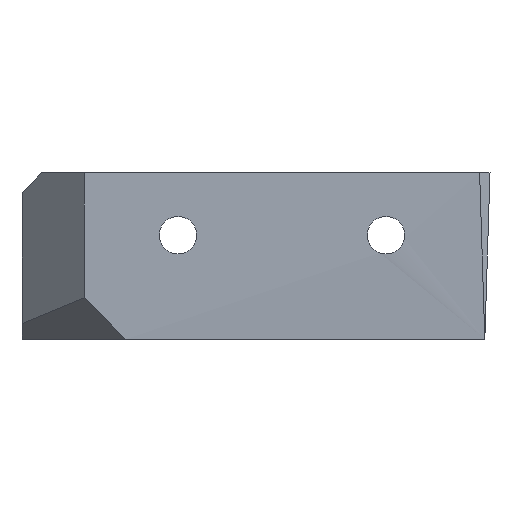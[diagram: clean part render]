
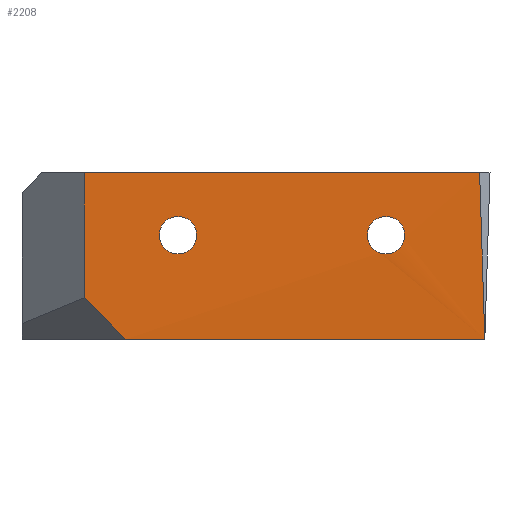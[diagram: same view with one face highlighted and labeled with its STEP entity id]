
A CAD part, left-side view. The second image highlights one B-rep face of the part: STEP entity #2208.
In plain terms, the highlighted planar face has unit normal (-1, 0, 0).
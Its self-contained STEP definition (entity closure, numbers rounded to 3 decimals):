
#44 = PLANE('',#45);
#45 = AXIS2_PLACEMENT_3D('',#46,#47,#48);
#46 = CARTESIAN_POINT('',(13.472,-28.074,
    0.));
#47 = DIRECTION('',(0.,0.,-1.));
#48 = DIRECTION('',(0.,-1.,0.));
#294 = VERTEX_POINT('',#295);
#295 = CARTESIAN_POINT('',(0.,-17.,4.));
#304 = PLANE('',#305);
#305 = AXIS2_PLACEMENT_3D('',#306,#307,#308);
#306 = CARTESIAN_POINT('',(0.,-5.393,15.607)
  );
#307 = DIRECTION('',(-0.707,0.5,-0.5));
#308 = DIRECTION('',(0.,0.707,0.707));
#316 = PLANE('',#317);
#317 = AXIS2_PLACEMENT_3D('',#318,#319,#320);
#318 = CARTESIAN_POINT('',(3.,-14.,0.));
#319 = DIRECTION('',(0.707,-0.707,0.)
  );
#320 = DIRECTION('',(0.,0.,1.));
#328 = EDGE_CURVE('',#294,#329,#331,.T.);
#329 = VERTEX_POINT('',#330);
#330 = CARTESIAN_POINT('',(0.,-21.,
    0.));
#331 = SURFACE_CURVE('',#332,(#336,#343),.PCURVE_S1.);
#332 = LINE('',#333,#334);
#333 = CARTESIAN_POINT('',(0.,-5.393,15.607)
  );
#334 = VECTOR('',#335,1.);
#335 = DIRECTION('',(0.,-0.707,-0.707)
  );
#336 = PCURVE('',#304,#337);
#337 = DEFINITIONAL_REPRESENTATION('',(#338),#342);
#338 = LINE('',#339,#340);
#339 = CARTESIAN_POINT('',(-0.,0.));
#340 = VECTOR('',#341,1.);
#341 = DIRECTION('',(-1.,0.));
#342 = ( GEOMETRIC_REPRESENTATION_CONTEXT(2) 
PARAMETRIC_REPRESENTATION_CONTEXT() REPRESENTATION_CONTEXT('2D SPACE',''
  ) );
#343 = PCURVE('',#344,#349);
#344 = PLANE('',#345);
#345 = AXIS2_PLACEMENT_3D('',#346,#347,#348);
#346 = CARTESIAN_POINT('',(0.,-11.,16.));
#347 = DIRECTION('',(1.,0.,0.));
#348 = DIRECTION('',(0.,0.,-1.));
#349 = DEFINITIONAL_REPRESENTATION('',(#350),#354);
#350 = LINE('',#351,#352);
#351 = CARTESIAN_POINT('',(0.393,5.607));
#352 = VECTOR('',#353,1.);
#353 = DIRECTION('',(0.707,-0.707));
#354 = ( GEOMETRIC_REPRESENTATION_CONTEXT(2) 
PARAMETRIC_REPRESENTATION_CONTEXT() REPRESENTATION_CONTEXT('2D SPACE',''
  ) );
#455 = VERTEX_POINT('',#456);
#456 = CARTESIAN_POINT('',(0.,-17.,16.));
#470 = PLANE('',#471);
#471 = AXIS2_PLACEMENT_3D('',#472,#473,#474);
#472 = CARTESIAN_POINT('',(0.,-11.,16.));
#473 = DIRECTION('',(0.,0.,1.));
#474 = DIRECTION('',(0.,1.,0.));
#482 = EDGE_CURVE('',#294,#455,#483,.T.);
#483 = SURFACE_CURVE('',#484,(#488,#495),.PCURVE_S1.);
#484 = LINE('',#485,#486);
#485 = CARTESIAN_POINT('',(0.,-17.,0.));
#486 = VECTOR('',#487,1.);
#487 = DIRECTION('',(0.,0.,1.));
#488 = PCURVE('',#316,#489);
#489 = DEFINITIONAL_REPRESENTATION('',(#490),#494);
#490 = LINE('',#491,#492);
#491 = CARTESIAN_POINT('',(0.,4.243));
#492 = VECTOR('',#493,1.);
#493 = DIRECTION('',(1.,0.));
#494 = ( GEOMETRIC_REPRESENTATION_CONTEXT(2) 
PARAMETRIC_REPRESENTATION_CONTEXT() REPRESENTATION_CONTEXT('2D SPACE',''
  ) );
#495 = PCURVE('',#344,#496);
#496 = DEFINITIONAL_REPRESENTATION('',(#497),#501);
#497 = LINE('',#498,#499);
#498 = CARTESIAN_POINT('',(16.,-6.));
#499 = VECTOR('',#500,1.);
#500 = DIRECTION('',(-1.,0.));
#501 = ( GEOMETRIC_REPRESENTATION_CONTEXT(2) 
PARAMETRIC_REPRESENTATION_CONTEXT() REPRESENTATION_CONTEXT('2D SPACE',''
  ) );
#1247 = VERTEX_POINT('',#1248);
#1248 = CARTESIAN_POINT('',(0.,-55.,16.));
#1262 = PLANE('',#1263);
#1263 = AXIS2_PLACEMENT_3D('',#1264,#1265,#1266);
#1264 = CARTESIAN_POINT('',(0.5,-55.5,16.));
#1265 = DIRECTION('',(0.707,0.707,0.)
  );
#1266 = DIRECTION('',(0.,0.,1.));
#1274 = EDGE_CURVE('',#455,#1247,#1275,.T.);
#1275 = SURFACE_CURVE('',#1276,(#1280,#1287),.PCURVE_S1.);
#1276 = LINE('',#1277,#1278);
#1277 = CARTESIAN_POINT('',(0.,-11.,16.));
#1278 = VECTOR('',#1279,1.);
#1279 = DIRECTION('',(0.,-1.,0.));
#1280 = PCURVE('',#470,#1281);
#1281 = DEFINITIONAL_REPRESENTATION('',(#1282),#1286);
#1282 = LINE('',#1283,#1284);
#1283 = CARTESIAN_POINT('',(-0.,0.));
#1284 = VECTOR('',#1285,1.);
#1285 = DIRECTION('',(-1.,0.));
#1286 = ( GEOMETRIC_REPRESENTATION_CONTEXT(2) 
PARAMETRIC_REPRESENTATION_CONTEXT() REPRESENTATION_CONTEXT('2D SPACE',''
  ) );
#1287 = PCURVE('',#344,#1288);
#1288 = DEFINITIONAL_REPRESENTATION('',(#1289),#1293);
#1289 = LINE('',#1290,#1291);
#1290 = CARTESIAN_POINT('',(-0.,-0.));
#1291 = VECTOR('',#1292,1.);
#1292 = DIRECTION('',(0.,-1.));
#1293 = ( GEOMETRIC_REPRESENTATION_CONTEXT(2) 
PARAMETRIC_REPRESENTATION_CONTEXT() REPRESENTATION_CONTEXT('2D SPACE',''
  ) );
#2068 = VERTEX_POINT('',#2069);
#2069 = CARTESIAN_POINT('',(0.5,-55.5,0.));
#2208 = ADVANCED_FACE('',(#2209,#2256,#2287),#344,.F.);
#2209 = FACE_BOUND('',#2210,.T.);
#2210 = EDGE_LOOP('',(#2211,#2212,#2213,#2214,#2235));
#2211 = ORIENTED_EDGE('',*,*,#1274,.F.);
#2212 = ORIENTED_EDGE('',*,*,#482,.F.);
#2213 = ORIENTED_EDGE('',*,*,#328,.T.);
#2214 = ORIENTED_EDGE('',*,*,#2215,.F.);
#2215 = EDGE_CURVE('',#2068,#329,#2216,.T.);
#2216 = SURFACE_CURVE('',#2217,(#2221,#2228),.PCURVE_S1.);
#2217 = LINE('',#2218,#2219);
#2218 = CARTESIAN_POINT('',(0.,-56.,0.)
  );
#2219 = VECTOR('',#2220,1.);
#2220 = DIRECTION('',(0.,1.,0.));
#2221 = PCURVE('',#344,#2222);
#2222 = DEFINITIONAL_REPRESENTATION('',(#2223),#2227);
#2223 = LINE('',#2224,#2225);
#2224 = CARTESIAN_POINT('',(16.,-45.));
#2225 = VECTOR('',#2226,1.);
#2226 = DIRECTION('',(0.,1.));
#2227 = ( GEOMETRIC_REPRESENTATION_CONTEXT(2) 
PARAMETRIC_REPRESENTATION_CONTEXT() REPRESENTATION_CONTEXT('2D SPACE',''
  ) );
#2228 = PCURVE('',#44,#2229);
#2229 = DEFINITIONAL_REPRESENTATION('',(#2230),#2234);
#2230 = LINE('',#2231,#2232);
#2231 = CARTESIAN_POINT('',(27.926,13.472));
#2232 = VECTOR('',#2233,1.);
#2233 = DIRECTION('',(-1.,0.));
#2234 = ( GEOMETRIC_REPRESENTATION_CONTEXT(2) 
PARAMETRIC_REPRESENTATION_CONTEXT() REPRESENTATION_CONTEXT('2D SPACE',''
  ) );
#2235 = ORIENTED_EDGE('',*,*,#2236,.F.);
#2236 = EDGE_CURVE('',#1247,#2068,#2237,.T.);
#2237 = SURFACE_CURVE('',#2238,(#2242,#2249),.PCURVE_S1.);
#2238 = LINE('',#2239,#2240);
#2239 = CARTESIAN_POINT('',(0.,-55.,16.));
#2240 = VECTOR('',#2241,1.);
#2241 = DIRECTION('',(0.,0.,-1.));
#2242 = PCURVE('',#344,#2243);
#2243 = DEFINITIONAL_REPRESENTATION('',(#2244),#2248);
#2244 = LINE('',#2245,#2246);
#2245 = CARTESIAN_POINT('',(0.,-44.));
#2246 = VECTOR('',#2247,1.);
#2247 = DIRECTION('',(1.,0.));
#2248 = ( GEOMETRIC_REPRESENTATION_CONTEXT(2) 
PARAMETRIC_REPRESENTATION_CONTEXT() REPRESENTATION_CONTEXT('2D SPACE',''
  ) );
#2249 = PCURVE('',#1262,#2250);
#2250 = DEFINITIONAL_REPRESENTATION('',(#2251),#2255);
#2251 = LINE('',#2252,#2253);
#2252 = CARTESIAN_POINT('',(-0.,-0.707));
#2253 = VECTOR('',#2254,1.);
#2254 = DIRECTION('',(-1.,0.));
#2255 = ( GEOMETRIC_REPRESENTATION_CONTEXT(2) 
PARAMETRIC_REPRESENTATION_CONTEXT() REPRESENTATION_CONTEXT('2D SPACE',''
  ) );
#2256 = FACE_BOUND('',#2257,.T.);
#2257 = EDGE_LOOP('',(#2258));
#2258 = ORIENTED_EDGE('',*,*,#2259,.T.);
#2259 = EDGE_CURVE('',#2260,#2260,#2262,.T.);
#2260 = VERTEX_POINT('',#2261);
#2261 = CARTESIAN_POINT('',(0.,-27.8,10.));
#2262 = SURFACE_CURVE('',#2263,(#2268,#2275),.PCURVE_S1.);
#2263 = CIRCLE('',#2264,1.8);
#2264 = AXIS2_PLACEMENT_3D('',#2265,#2266,#2267);
#2265 = CARTESIAN_POINT('',(0.,-26.,10.));
#2266 = DIRECTION('',(1.,0.,0.));
#2267 = DIRECTION('',(0.,-1.,0.));
#2268 = PCURVE('',#344,#2269);
#2269 = DEFINITIONAL_REPRESENTATION('',(#2270),#2274);
#2270 = CIRCLE('',#2271,1.8);
#2271 = AXIS2_PLACEMENT_2D('',#2272,#2273);
#2272 = CARTESIAN_POINT('',(6.,-15.));
#2273 = DIRECTION('',(0.,-1.));
#2274 = ( GEOMETRIC_REPRESENTATION_CONTEXT(2) 
PARAMETRIC_REPRESENTATION_CONTEXT() REPRESENTATION_CONTEXT('2D SPACE',''
  ) );
#2275 = PCURVE('',#2276,#2281);
#2276 = CYLINDRICAL_SURFACE('',#2277,1.8);
#2277 = AXIS2_PLACEMENT_3D('',#2278,#2279,#2280);
#2278 = CARTESIAN_POINT('',(0.,-26.,10.));
#2279 = DIRECTION('',(-1.,0.,0.));
#2280 = DIRECTION('',(0.,-1.,0.));
#2281 = DEFINITIONAL_REPRESENTATION('',(#2282),#2286);
#2282 = LINE('',#2283,#2284);
#2283 = CARTESIAN_POINT('',(-0.,0.));
#2284 = VECTOR('',#2285,1.);
#2285 = DIRECTION('',(-1.,0.));
#2286 = ( GEOMETRIC_REPRESENTATION_CONTEXT(2) 
PARAMETRIC_REPRESENTATION_CONTEXT() REPRESENTATION_CONTEXT('2D SPACE',''
  ) );
#2287 = FACE_BOUND('',#2288,.T.);
#2288 = EDGE_LOOP('',(#2289));
#2289 = ORIENTED_EDGE('',*,*,#2290,.T.);
#2290 = EDGE_CURVE('',#2291,#2291,#2293,.T.);
#2291 = VERTEX_POINT('',#2292);
#2292 = CARTESIAN_POINT('',(0.,-47.8,10.));
#2293 = SURFACE_CURVE('',#2294,(#2299,#2306),.PCURVE_S1.);
#2294 = CIRCLE('',#2295,1.8);
#2295 = AXIS2_PLACEMENT_3D('',#2296,#2297,#2298);
#2296 = CARTESIAN_POINT('',(0.,-46.,10.));
#2297 = DIRECTION('',(1.,0.,0.));
#2298 = DIRECTION('',(0.,-1.,0.));
#2299 = PCURVE('',#344,#2300);
#2300 = DEFINITIONAL_REPRESENTATION('',(#2301),#2305);
#2301 = CIRCLE('',#2302,1.8);
#2302 = AXIS2_PLACEMENT_2D('',#2303,#2304);
#2303 = CARTESIAN_POINT('',(6.,-35.));
#2304 = DIRECTION('',(0.,-1.));
#2305 = ( GEOMETRIC_REPRESENTATION_CONTEXT(2) 
PARAMETRIC_REPRESENTATION_CONTEXT() REPRESENTATION_CONTEXT('2D SPACE',''
  ) );
#2306 = PCURVE('',#2307,#2312);
#2307 = CYLINDRICAL_SURFACE('',#2308,1.8);
#2308 = AXIS2_PLACEMENT_3D('',#2309,#2310,#2311);
#2309 = CARTESIAN_POINT('',(0.,-46.,10.));
#2310 = DIRECTION('',(-1.,0.,0.));
#2311 = DIRECTION('',(0.,-1.,0.));
#2312 = DEFINITIONAL_REPRESENTATION('',(#2313),#2317);
#2313 = LINE('',#2314,#2315);
#2314 = CARTESIAN_POINT('',(-0.,0.));
#2315 = VECTOR('',#2316,1.);
#2316 = DIRECTION('',(-1.,0.));
#2317 = ( GEOMETRIC_REPRESENTATION_CONTEXT(2) 
PARAMETRIC_REPRESENTATION_CONTEXT() REPRESENTATION_CONTEXT('2D SPACE',''
  ) );
